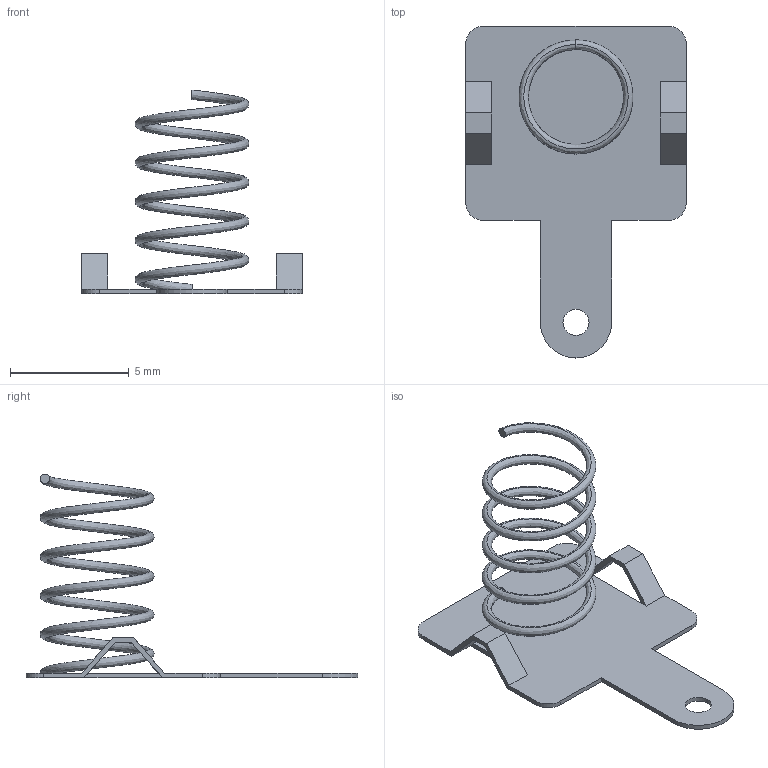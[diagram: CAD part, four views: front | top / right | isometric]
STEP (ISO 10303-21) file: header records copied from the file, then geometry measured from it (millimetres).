
FILE_DESCRIPTION (( 'STEP AP214' ), '1' );
FILE_NAME ('G808-AAA-.STEP', '2021-04-23T08:35:01', ( '' ), ( '' ), 'SwSTEP 2.0', 'SolidWorks 2020', '' );
FILE_SCHEMA (( 'AUTOMOTIVE_DESIGN' ));
Length unit declared in the file: millimetre
Products named in the file (1): G808-AAA-
Bounding box: 9.3 x 14 x 8.6 mm (x, y, z)
Volume: 27.5 mm3; surface area: 287.7 mm2
Topology: 1 solids, 1 shells, 36 faces, 107 edges, 70 vertices
Faces by surface type: plane 27, cylinder 7, bspline 2
Entity records: 2227 total; most frequent: CARTESIAN_POINT 1216, ORIENTED_EDGE 214, DIRECTION 191, EDGE_CURVE 107, LINE 85, VECTOR 85, VERTEX_POINT 70, AXIS2_PLACEMENT_3D 53
